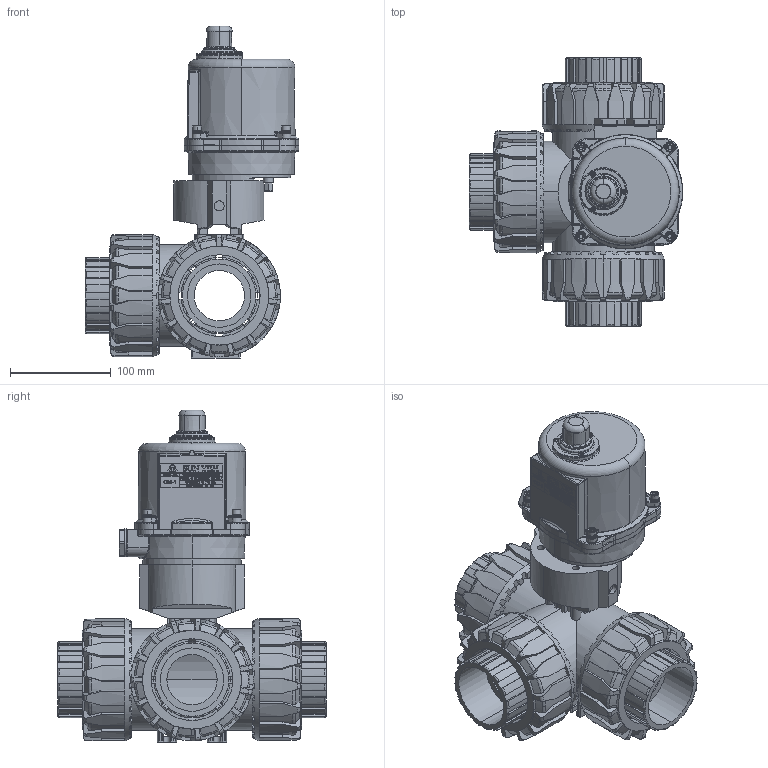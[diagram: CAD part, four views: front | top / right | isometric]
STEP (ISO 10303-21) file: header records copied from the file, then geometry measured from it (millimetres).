
FILE_DESCRIPTION (( 'STEP AP214' ), '1' );
FILE_NAME ('200351063-KKE-063-3.2-FIP-OM1.STEP', '2021-09-30T11:46:28', ( '' ), ( '' ), 'SwSTEP 2.0', 'SolidWorks 2018', '' );
FILE_SCHEMA (( 'AUTOMOTIVE_DESIGN' ));
Length unit declared in the file: millimetre
Products named in the file (1): 200351063-KKE-063-3.2-FIP-OM1
Bounding box: 212.4 x 266.6 x 330.1 mm (x, y, z)
Surface area: 350220.7 mm2 (no closed solid volume)
Topology: 0 solids, 99 shells, 2140 faces, 8768 edges, 6578 vertices
Faces by surface type: plane 1180, cylinder 435, bspline 202, torus 190, cone 131, sphere 2
Entity records: 130767 total; most frequent: CARTESIAN_POINT 41480, ORIENTED_EDGE 13811, DIRECTION 11554, EDGE_CURVE 8750, VERTEX_POINT 6578, VECTOR 3886, LINE 3886, AXIS2_PLACEMENT_3D 3834
